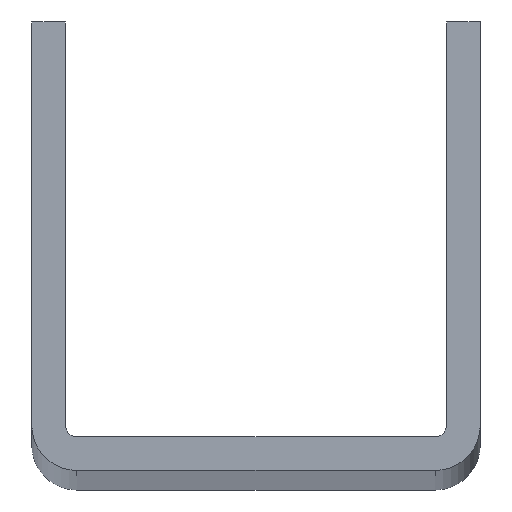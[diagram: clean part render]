
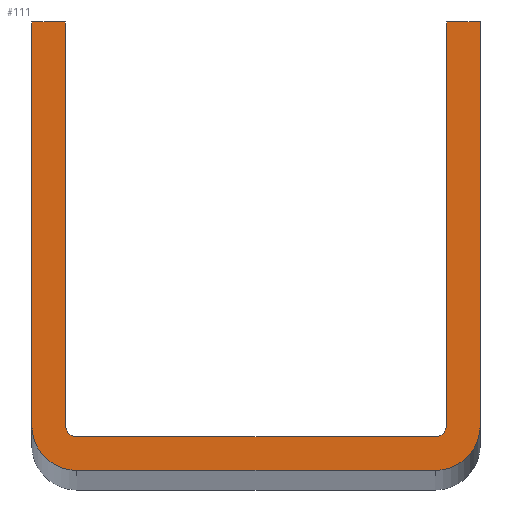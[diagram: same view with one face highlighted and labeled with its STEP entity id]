
A CAD part, top view. The second image highlights one B-rep face of the part: STEP entity #111.
In plain terms, the highlighted planar face has unit normal (0, 0, 1).
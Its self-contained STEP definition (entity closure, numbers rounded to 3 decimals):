
#10 = DIRECTION ( 'NONE',  ( -1., 0., 0. ) ) ;
#13 = EDGE_CURVE ( 'NONE', #297, #57, #23, .T. ) ;
#16 = DIRECTION ( 'NONE',  ( 0., -1., 0. ) ) ;
#23 = CIRCLE ( 'NONE', #83, 4. ) ;
#25 = CARTESIAN_POINT ( 'NONE',  ( 4., 4., 1000. ) ) ;
#29 = LINE ( 'NONE', #165, #314 ) ;
#30 = EDGE_LOOP ( 'NONE', ( #176, #263, #355, #243, #391, #264, #215, #425, #450, #329, #498, #221 ) ) ;
#33 = DIRECTION ( 'NONE',  ( 1., 0., 0. ) ) ;
#35 = VERTEX_POINT ( 'NONE', #188 ) ;
#37 = CARTESIAN_POINT ( 'NONE',  ( 3., 40., 1000. ) ) ;
#39 = EDGE_CURVE ( 'NONE', #268, #35, #152, .T. ) ;
#40 = VECTOR ( 'NONE', #350, 1000. ) ;
#57 = VERTEX_POINT ( 'NONE', #344 ) ;
#78 = VERTEX_POINT ( 'NONE', #199 ) ;
#83 = AXIS2_PLACEMENT_3D ( 'NONE', #305, #417, #33 ) ;
#87 = CARTESIAN_POINT ( 'NONE',  ( 40., 40., 1000. ) ) ;
#89 = DIRECTION ( 'NONE',  ( -1., 0., 0. ) ) ;
#90 = LINE ( 'NONE', #101, #167 ) ;
#97 = CIRCLE ( 'NONE', #192, 1. ) ;
#101 = CARTESIAN_POINT ( 'NONE',  ( 37., 40., 1000. ) ) ;
#102 = EDGE_CURVE ( 'NONE', #203, #268, #319, .T. ) ;
#108 = VERTEX_POINT ( 'NONE', #426 ) ;
#111 = ADVANCED_FACE ( 'NONE', ( #338 ), #160, .T. ) ;
#128 = CARTESIAN_POINT ( 'NONE',  ( 36., 0., 1000. ) ) ;
#130 = LINE ( 'NONE', #283, #347 ) ;
#134 = DIRECTION ( 'NONE',  ( 0., -1., 0. ) ) ;
#152 = LINE ( 'NONE', #466, #409 ) ;
#158 = EDGE_CURVE ( 'NONE', #321, #108, #416, .T. ) ;
#160 = PLANE ( 'NONE',  #253 ) ;
#161 = LINE ( 'NONE', #318, #476 ) ;
#165 = CARTESIAN_POINT ( 'NONE',  ( 0., 40., 1000. ) ) ;
#167 = VECTOR ( 'NONE', #134, 1000. ) ;
#176 = ORIENTED_EDGE ( 'NONE', *, *, #275, .T. ) ;
#179 = DIRECTION ( 'NONE',  ( 0., 0., -1. ) ) ;
#188 = CARTESIAN_POINT ( 'NONE',  ( 3., 40., 1000. ) ) ;
#192 = AXIS2_PLACEMENT_3D ( 'NONE', #403, #179, #451 ) ;
#193 = CARTESIAN_POINT ( 'NONE',  ( 4., 0., 1000. ) ) ;
#195 = EDGE_CURVE ( 'NONE', #35, #457, #220, .T. ) ;
#196 = VECTOR ( 'NONE', #10, 1000. ) ;
#199 = CARTESIAN_POINT ( 'NONE',  ( 37., 4., 1000. ) ) ;
#202 = VERTEX_POINT ( 'NONE', #193 ) ;
#203 = VERTEX_POINT ( 'NONE', #395 ) ;
#205 = CARTESIAN_POINT ( 'NONE',  ( 40., 40., 1000. ) ) ;
#215 = ORIENTED_EDGE ( 'NONE', *, *, #505, .T. ) ;
#220 = LINE ( 'NONE', #37, #196 ) ;
#221 = ORIENTED_EDGE ( 'NONE', *, *, #195, .T. ) ;
#243 = ORIENTED_EDGE ( 'NONE', *, *, #13, .T. ) ;
#244 = CARTESIAN_POINT ( 'NONE',  ( 0., 4., 1000. ) ) ;
#245 = EDGE_CURVE ( 'NONE', #202, #297, #130, .T. ) ;
#253 = AXIS2_PLACEMENT_3D ( 'NONE', #316, #429, #471 ) ;
#261 = EDGE_CURVE ( 'NONE', #343, #203, #161, .T. ) ;
#263 = ORIENTED_EDGE ( 'NONE', *, *, #375, .T. ) ;
#264 = ORIENTED_EDGE ( 'NONE', *, *, #158, .T. ) ;
#268 = VERTEX_POINT ( 'NONE', #440 ) ;
#269 = DIRECTION ( 'NONE',  ( 1., 0., 0. ) ) ;
#275 = EDGE_CURVE ( 'NONE', #457, #320, #29, .T. ) ;
#278 = CARTESIAN_POINT ( 'NONE',  ( 36., 3., 1000. ) ) ;
#280 = DIRECTION ( 'NONE',  ( 1., 0., 0. ) ) ;
#283 = CARTESIAN_POINT ( 'NONE',  ( 0., 0., 1000. ) ) ;
#292 = CARTESIAN_POINT ( 'NONE',  ( 40., 0., 1000. ) ) ;
#295 = DIRECTION ( 'NONE',  ( 0., 0., 1. ) ) ;
#297 = VERTEX_POINT ( 'NONE', #128 ) ;
#305 = CARTESIAN_POINT ( 'NONE',  ( 36., 4., 1000. ) ) ;
#311 = DIRECTION ( 'NONE',  ( 0., 0., -1. ) ) ;
#314 = VECTOR ( 'NONE', #16, 1000. ) ;
#316 = CARTESIAN_POINT ( 'NONE',  ( 0., 0., 1000. ) ) ;
#318 = CARTESIAN_POINT ( 'NONE',  ( 37., 3., 1000. ) ) ;
#319 = CIRCLE ( 'NONE', #340, 1. ) ;
#320 = VERTEX_POINT ( 'NONE', #244 ) ;
#321 = VERTEX_POINT ( 'NONE', #205 ) ;
#329 = ORIENTED_EDGE ( 'NONE', *, *, #102, .T. ) ;
#338 = FACE_OUTER_BOUND ( 'NONE', #30, .T. ) ;
#340 = AXIS2_PLACEMENT_3D ( 'NONE', #382, #311, #269 ) ;
#343 = VERTEX_POINT ( 'NONE', #278 ) ;
#344 = CARTESIAN_POINT ( 'NONE',  ( 40., 4., 1000. ) ) ;
#345 = DIRECTION ( 'NONE',  ( 0., 1., 0. ) ) ;
#347 = VECTOR ( 'NONE', #280, 1000. ) ;
#350 = DIRECTION ( 'NONE',  ( -1., 0., 0. ) ) ;
#355 = ORIENTED_EDGE ( 'NONE', *, *, #245, .T. ) ;
#375 = EDGE_CURVE ( 'NONE', #320, #202, #384, .T. ) ;
#376 = LINE ( 'NONE', #292, #475 ) ;
#382 = CARTESIAN_POINT ( 'NONE',  ( 4., 4., 1000. ) ) ;
#384 = CIRCLE ( 'NONE', #509, 4. ) ;
#391 = ORIENTED_EDGE ( 'NONE', *, *, #467, .T. ) ;
#395 = CARTESIAN_POINT ( 'NONE',  ( 4., 3., 1000. ) ) ;
#400 = DIRECTION ( 'NONE',  ( 0., 1., 0. ) ) ;
#403 = CARTESIAN_POINT ( 'NONE',  ( 36., 4., 1000. ) ) ;
#409 = VECTOR ( 'NONE', #345, 1000. ) ;
#416 = LINE ( 'NONE', #87, #40 ) ;
#417 = DIRECTION ( 'NONE',  ( 0., 0., 1. ) ) ;
#425 = ORIENTED_EDGE ( 'NONE', *, *, #490, .T. ) ;
#426 = CARTESIAN_POINT ( 'NONE',  ( 37., 40., 1000. ) ) ;
#429 = DIRECTION ( 'NONE',  ( 0., 0., 1. ) ) ;
#440 = CARTESIAN_POINT ( 'NONE',  ( 3., 4., 1000. ) ) ;
#450 = ORIENTED_EDGE ( 'NONE', *, *, #261, .T. ) ;
#451 = DIRECTION ( 'NONE',  ( 1., 0., 0. ) ) ;
#457 = VERTEX_POINT ( 'NONE', #489 ) ;
#466 = CARTESIAN_POINT ( 'NONE',  ( 3., 3., 1000. ) ) ;
#467 = EDGE_CURVE ( 'NONE', #57, #321, #376, .T. ) ;
#471 = DIRECTION ( 'NONE',  ( 1., 0., 0. ) ) ;
#475 = VECTOR ( 'NONE', #400, 1000. ) ;
#476 = VECTOR ( 'NONE', #89, 1000. ) ;
#489 = CARTESIAN_POINT ( 'NONE',  ( 0., 40., 1000. ) ) ;
#490 = EDGE_CURVE ( 'NONE', #78, #343, #97, .T. ) ;
#496 = DIRECTION ( 'NONE',  ( 1., 0., 0. ) ) ;
#498 = ORIENTED_EDGE ( 'NONE', *, *, #39, .T. ) ;
#505 = EDGE_CURVE ( 'NONE', #108, #78, #90, .T. ) ;
#509 = AXIS2_PLACEMENT_3D ( 'NONE', #25, #295, #496 ) ;
